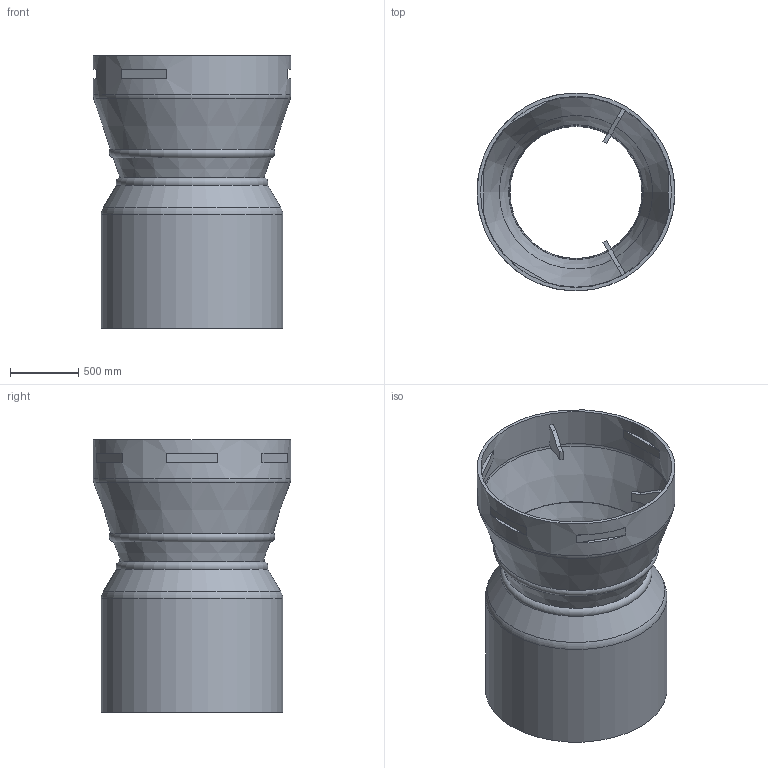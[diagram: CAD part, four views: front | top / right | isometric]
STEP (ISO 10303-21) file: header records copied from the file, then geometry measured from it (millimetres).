
FILE_DESCRIPTION(/* description */ (''),/* implementation_level */ '2;1');
FILE_NAME(/* name */ '16374.100X_3D.stp',/* time_stamp */ '2024-12-12T07:25:13+01:00',/* author */ ('CAD'),/* organization */ (''),/* preprocessor_version */ 'ST-DEVELOPER v20',/* originating_system */ 'AutoCAD Mechanical',/* authorisation */ '');
FILE_SCHEMA (('AUTOMOTIVE_DESIGN { 1 0 10303 214 3 1 1 }'));
Length unit declared in the file: centimetre
Products named in the file (1): Product
Bounding box: 1450 x 1450 x 2000 mm (x, y, z)
Volume: 278369547.6 mm3; surface area: 25125705.9 mm2
Topology: 7 solids, 7 shells, 84 faces, 217 edges, 140 vertices
Faces by surface type: plane 55, cone 15, torus 8, cylinder 6
Full cylindrical faces by diameter (mm): 980 x1, 1020 x1, 1280 x1, 1330 x1, 1400 x1, 1450 x1
Entity records: 2636 total; most frequent: DIRECTION 469, CARTESIAN_POINT 442, ORIENTED_EDGE 434, EDGE_CURVE 217, AXIS2_PLACEMENT_3D 167, VERTEX_POINT 138, LINE 135, VECTOR 135
